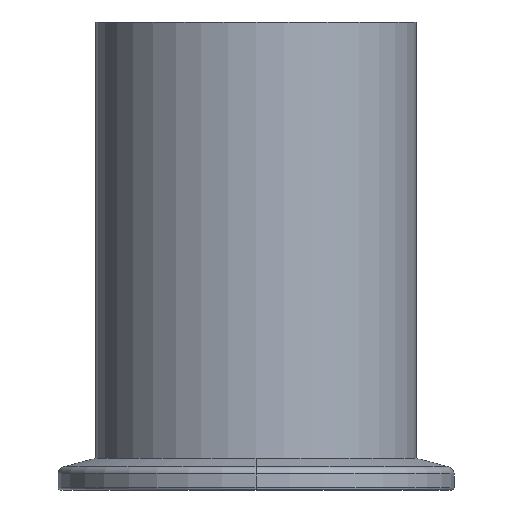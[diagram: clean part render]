
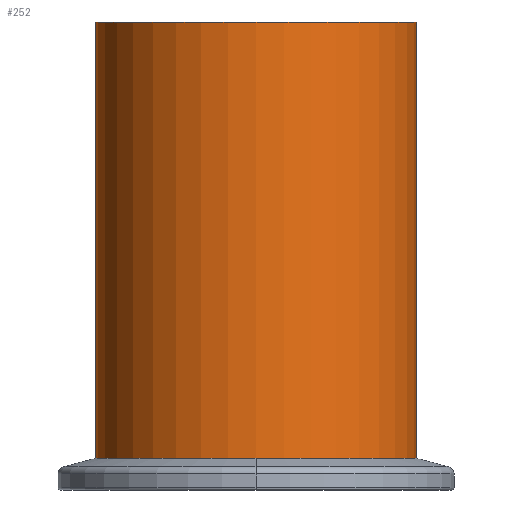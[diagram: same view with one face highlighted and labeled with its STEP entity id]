
A CAD part, front view. The second image highlights one B-rep face of the part: STEP entity #252.
In plain terms, the highlighted cylindrical face has radius 22.25 mm (diameter 44.5 mm), a partial arc.
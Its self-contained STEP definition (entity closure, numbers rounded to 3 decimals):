
#12 = EDGE_CURVE ( 'NONE', #43, #414, #212, .T. ) ;
#43 = VERTEX_POINT ( 'NONE', #446 ) ;
#64 = ORIENTED_EDGE ( 'NONE', *, *, #131, .F. ) ;
#74 = AXIS2_PLACEMENT_3D ( 'NONE', #700, #149, #336 ) ;
#96 = CARTESIAN_POINT ( 'NONE',  ( 22.25, 0., -30.75 ) ) ;
#116 = DIRECTION ( 'NONE',  ( -1., 0., 0. ) ) ;
#125 = VERTEX_POINT ( 'NONE', #612 ) ;
#129 = AXIS2_PLACEMENT_3D ( 'NONE', #495, #559, #116 ) ;
#131 = EDGE_CURVE ( 'NONE', #572, #414, #701, .T. ) ;
#145 = CARTESIAN_POINT ( 'NONE',  ( 22.25, 0., 30.75 ) ) ;
#149 = DIRECTION ( 'NONE',  ( 0., 0., 1. ) ) ;
#150 = ORIENTED_EDGE ( 'NONE', *, *, #175, .F. ) ;
#165 = CARTESIAN_POINT ( 'NONE',  ( 0., 0., 30.75 ) ) ;
#166 = ORIENTED_EDGE ( 'NONE', *, *, #12, .T. ) ;
#175 = EDGE_CURVE ( 'NONE', #125, #572, #575, .T. ) ;
#212 = CIRCLE ( 'NONE', #74, 22.25 ) ;
#214 = DIRECTION ( 'NONE',  ( 0., 0., 1. ) ) ;
#252 = ADVANCED_FACE ( 'NONE', ( #344 ), #646, .T. ) ;
#336 = DIRECTION ( 'NONE',  ( 1., 0., 0. ) ) ;
#344 = FACE_OUTER_BOUND ( 'NONE', #501, .T. ) ;
#345 = CARTESIAN_POINT ( 'NONE',  ( 22.25, 0., 30.75 ) ) ;
#400 = AXIS2_PLACEMENT_3D ( 'NONE', #165, #214, #603 ) ;
#414 = VERTEX_POINT ( 'NONE', #96 ) ;
#434 = LINE ( 'NONE', #583, #525 ) ;
#446 = CARTESIAN_POINT ( 'NONE',  ( -22.25, 0., -30.75 ) ) ;
#495 = CARTESIAN_POINT ( 'NONE',  ( 0., 0., 30.75 ) ) ;
#501 = EDGE_LOOP ( 'NONE', ( #64, #150, #632, #166 ) ) ;
#513 = VECTOR ( 'NONE', #707, 1000. ) ;
#525 = VECTOR ( 'NONE', #546, 1000. ) ;
#546 = DIRECTION ( 'NONE',  ( 0., 0., -1. ) ) ;
#559 = DIRECTION ( 'NONE',  ( 0., 0., -1. ) ) ;
#572 = VERTEX_POINT ( 'NONE', #345 ) ;
#575 = CIRCLE ( 'NONE', #400, 22.25 ) ;
#583 = CARTESIAN_POINT ( 'NONE',  ( -22.25, 0., 30.75 ) ) ;
#603 = DIRECTION ( 'NONE',  ( 1., 0., 0. ) ) ;
#612 = CARTESIAN_POINT ( 'NONE',  ( -22.25, 0., 30.75 ) ) ;
#632 = ORIENTED_EDGE ( 'NONE', *, *, #699, .T. ) ;
#646 = CYLINDRICAL_SURFACE ( 'NONE', #129, 22.25 ) ;
#699 = EDGE_CURVE ( 'NONE', #125, #43, #434, .T. ) ;
#700 = CARTESIAN_POINT ( 'NONE',  ( 0., 0., -30.75 ) ) ;
#701 = LINE ( 'NONE', #145, #513 ) ;
#707 = DIRECTION ( 'NONE',  ( 0., 0., -1. ) ) ;
